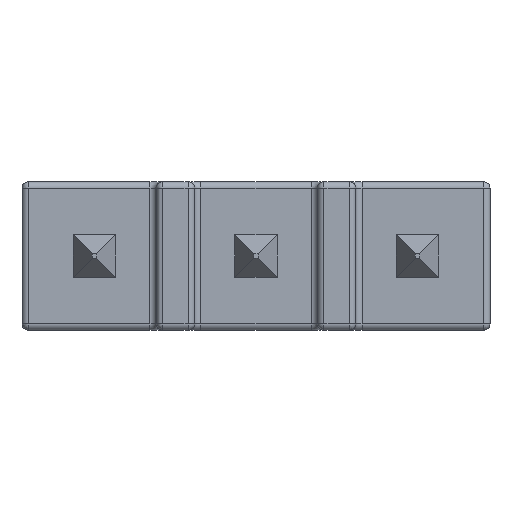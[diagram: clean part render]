
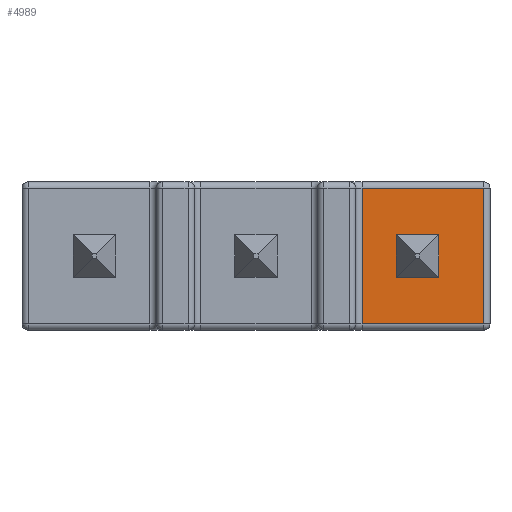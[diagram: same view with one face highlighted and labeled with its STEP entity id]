
A CAD part, front view. The second image highlights one B-rep face of the part: STEP entity #4989.
In plain terms, the highlighted planar face has unit normal (0, -1, 0).
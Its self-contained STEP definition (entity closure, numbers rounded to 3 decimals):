
#1 = FACE_OUTER_BOUND ( 'NONE', #724, .T. ) ;
#36 = CARTESIAN_POINT ( 'NONE',  ( 1.045, -2.7, 1.07 ) ) ;
#288 = CARTESIAN_POINT ( 'NONE',  ( 0., -2.7, 0. ) ) ;
#384 = ORIENTED_EDGE ( 'NONE', *, *, #2051, .T. ) ;
#582 = VERTEX_POINT ( 'NONE', #36 ) ;
#604 = VECTOR ( 'NONE', #2787, 1000. ) ;
#724 = EDGE_LOOP ( 'NONE', ( #384, #1618, #2912, #4209 ) ) ;
#914 = VECTOR ( 'NONE', #2022, 1000. ) ;
#1136 = DIRECTION ( 'NONE',  ( 0., 1., 0. ) ) ;
#1310 = CARTESIAN_POINT ( 'NONE',  ( 1.045, -2.7, -1.07 ) ) ;
#1618 = ORIENTED_EDGE ( 'NONE', *, *, #3375, .T. ) ;
#1624 = CARTESIAN_POINT ( 'NONE',  ( -0.97, -2.7, 1.07 ) ) ;
#1855 = CARTESIAN_POINT ( 'NONE',  ( -0.87, -2.7, 1.07 ) ) ;
#2022 = DIRECTION ( 'NONE',  ( 1., 0., 0. ) ) ;
#2051 = EDGE_CURVE ( 'NONE', #582, #3429, #3687, .T. ) ;
#2227 = LINE ( 'NONE', #4372, #914 ) ;
#2280 = VECTOR ( 'NONE', #2862, 1000. ) ;
#2331 = PLANE ( 'NONE',  #2792 ) ;
#2407 = LINE ( 'NONE', #5219, #2280 ) ;
#2787 = DIRECTION ( 'NONE',  ( -1., 0., 0. ) ) ;
#2792 = AXIS2_PLACEMENT_3D ( 'NONE', #288, #1136, #3908 ) ;
#2862 = DIRECTION ( 'NONE',  ( 0., 0., 1. ) ) ;
#2912 = ORIENTED_EDGE ( 'NONE', *, *, #3714, .T. ) ;
#2920 = LINE ( 'NONE', #3398, #3831 ) ;
#3255 = CARTESIAN_POINT ( 'NONE',  ( -0.87, -2.7, -1.07 ) ) ;
#3375 = EDGE_CURVE ( 'NONE', #3429, #4597, #2920, .T. ) ;
#3398 = CARTESIAN_POINT ( 'NONE',  ( -0.87, -2.7, 0. ) ) ;
#3429 = VERTEX_POINT ( 'NONE', #1855 ) ;
#3687 = LINE ( 'NONE', #1624, #604 ) ;
#3714 = EDGE_CURVE ( 'NONE', #4597, #4667, #2227, .T. ) ;
#3831 = VECTOR ( 'NONE', #4962, 1000. ) ;
#3908 = DIRECTION ( 'NONE',  ( 0., 0., 1. ) ) ;
#4209 = ORIENTED_EDGE ( 'NONE', *, *, #4578, .T. ) ;
#4372 = CARTESIAN_POINT ( 'NONE',  ( 1.145, -2.7, -1.07 ) ) ;
#4578 = EDGE_CURVE ( 'NONE', #4667, #582, #2407, .T. ) ;
#4597 = VERTEX_POINT ( 'NONE', #3255 ) ;
#4667 = VERTEX_POINT ( 'NONE', #1310 ) ;
#4962 = DIRECTION ( 'NONE',  ( 0., 0., -1. ) ) ;
#4989 = ADVANCED_FACE ( 'NONE', ( #1 ), #2331, .F. ) ;
#5219 = CARTESIAN_POINT ( 'NONE',  ( 1.045, -2.7, 1.17 ) ) ;
